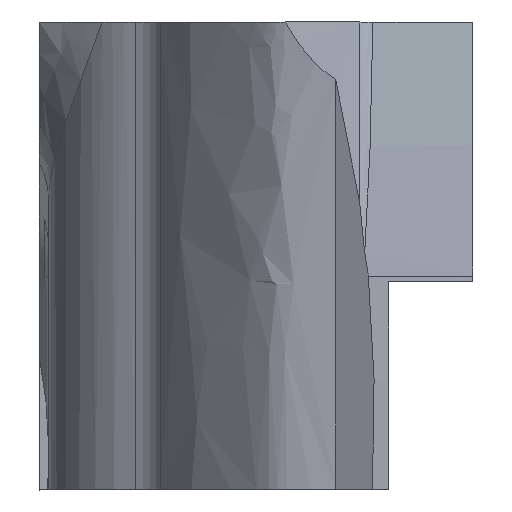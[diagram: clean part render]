
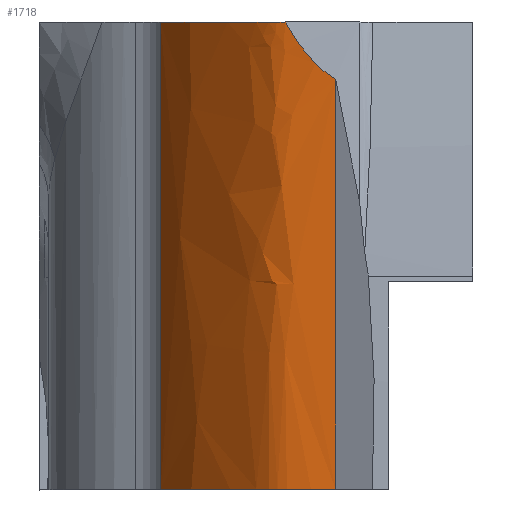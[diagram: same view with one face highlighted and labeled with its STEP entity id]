
A CAD part, top view. The second image highlights one B-rep face of the part: STEP entity #1718.
In plain terms, the highlighted free-form (B-spline) face has degree [3, 1] with [20, 2] control points.
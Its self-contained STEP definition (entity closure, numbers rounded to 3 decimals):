
#50=B_SPLINE_SURFACE_WITH_KNOTS('',3,1,((#3051,#3052),(#3053,#3054),(#3055,
#3056),(#3057,#3058),(#3059,#3060),(#3061,#3062),(#3063,#3064),(#3065,#3066),
(#3067,#3068),(#3069,#3070),(#3071,#3072),(#3073,#3074),(#3075,#3076),(#3077,
#3078),(#3079,#3080),(#3081,#3082),(#3083,#3084),(#3085,#3086),(#3087,#3088),
(#3089,#3090)),.SURF_OF_LINEAR_EXTRUSION.,.F.,.F.,.F.,(4,1,1,1,1,1,1,1,
1,1,1,1,1,1,1,1,1,4),(2,2),(0.07,0.187,0.245,
0.303,0.361,0.419,0.477,
0.535,0.593,0.651,0.71,
0.739,0.768,0.826,0.855,
0.884,0.942,1.),(0.,1.),
 .UNSPECIFIED.);
#149=LINE('',#3091,#259);
#150=LINE('',#3106,#260);
#259=VECTOR('',#2029,1000.);
#260=VECTOR('',#2030,1000.);
#529=ORIENTED_EDGE('',*,*,#1001,.T.);
#530=ORIENTED_EDGE('',*,*,#1002,.T.);
#531=ORIENTED_EDGE('',*,*,#1003,.T.);
#532=ORIENTED_EDGE('',*,*,#999,.T.);
#533=ORIENTED_EDGE('',*,*,#1004,.F.);
#999=EDGE_CURVE('',#1226,#1225,#1368,.F.);
#1001=EDGE_CURVE('',#1227,#1228,#149,.T.);
#1002=EDGE_CURVE('',#1228,#1229,#1370,.T.);
#1003=EDGE_CURVE('',#1229,#1226,#150,.F.);
#1004=EDGE_CURVE('',#1227,#1225,#1371,.T.);
#1225=VERTEX_POINT('',#3037);
#1226=VERTEX_POINT('',#3046);
#1227=VERTEX_POINT('',#3092);
#1228=VERTEX_POINT('',#3093);
#1229=VERTEX_POINT('',#3105);
#1368=B_SPLINE_CURVE_WITH_KNOTS('',3,(#3038,#3039,#3040,#3041,#3042,#3043,
#3044,#3045),.UNSPECIFIED.,.F.,.F.,(4,1,1,1,1,4),(0.136,0.147,
0.152,0.157,0.167,0.178),
 .UNSPECIFIED.);
#1370=B_SPLINE_CURVE_WITH_KNOTS('',3,(#3094,#3095,#3096,#3097,#3098,#3099,
#3100,#3101,#3102,#3103,#3104),.UNSPECIFIED.,.F.,.F.,(4,1,1,1,1,3,4),(0.,
0.275,0.615,0.746,0.863,
1.,1.01),.UNSPECIFIED.);
#1371=B_SPLINE_CURVE_WITH_KNOTS('',3,(#3107,#3108,#3109,#3110,#3111,#3112,
#3113,#3114,#3115,#3116,#3117),.UNSPECIFIED.,.F.,.F.,(4,1,1,1,1,3,4),(0.,
0.275,0.615,0.746,0.863,
1.,1.01),.UNSPECIFIED.);
#1445=EDGE_LOOP('',(#529,#530,#531,#532,#533));
#1578=FACE_BOUND('',#1445,.T.);
#1718=ADVANCED_FACE('',(#1578),#50,.F.);
#2029=DIRECTION('',(0.,-1.,0.));
#2030=DIRECTION('',(0.,-1.,0.));
#3037=CARTESIAN_POINT('',(-99.395,727.84,369.097));
#3038=CARTESIAN_POINT('',(-99.395,727.84,369.097));
#3039=CARTESIAN_POINT('',(-97.881,724.8,369.555));
#3040=CARTESIAN_POINT('',(-95.341,720.39,370.204));
#3041=CARTESIAN_POINT('',(-91.353,714.859,370.993));
#3042=CARTESIAN_POINT('',(-87.063,709.47,371.746));
#3043=CARTESIAN_POINT('',(-81.173,703.269,372.585));
#3044=CARTESIAN_POINT('',(-75.654,699.211,373.113));
#3045=CARTESIAN_POINT('',(-72.702,697.394,373.347));
#3046=CARTESIAN_POINT('',(-72.702,697.394,373.347));
#3051=CARTESIAN_POINT('',(-165.75,727.84,300.349));
#3052=CARTESIAN_POINT('',(-165.75,479.84,300.349));
#3053=CARTESIAN_POINT('',(-163.063,727.84,305.057));
#3054=CARTESIAN_POINT('',(-163.063,479.84,305.057));
#3055=CARTESIAN_POINT('',(-159.118,727.84,311.648));
#3056=CARTESIAN_POINT('',(-159.118,479.84,311.648));
#3057=CARTESIAN_POINT('',(-153.468,727.84,319.828));
#3058=CARTESIAN_POINT('',(-153.468,479.84,319.828));
#3059=CARTESIAN_POINT('',(-148.874,727.84,325.749));
#3060=CARTESIAN_POINT('',(-148.874,479.84,325.749));
#3061=CARTESIAN_POINT('',(-143.884,727.84,331.515));
#3062=CARTESIAN_POINT('',(-143.884,479.84,331.515));
#3063=CARTESIAN_POINT('',(-138.598,727.84,337.153));
#3064=CARTESIAN_POINT('',(-138.598,479.84,337.153));
#3065=CARTESIAN_POINT('',(-133.085,727.84,342.696));
#3066=CARTESIAN_POINT('',(-133.085,479.84,342.696));
#3067=CARTESIAN_POINT('',(-127.43,727.84,348.182));
#3068=CARTESIAN_POINT('',(-127.43,479.84,348.182));
#3069=CARTESIAN_POINT('',(-121.692,727.84,353.621));
#3070=CARTESIAN_POINT('',(-121.692,479.84,353.621));
#3071=CARTESIAN_POINT('',(-116.01,727.84,359.131));
#3072=CARTESIAN_POINT('',(-116.01,479.84,359.131));
#3073=CARTESIAN_POINT('',(-111.079,727.84,363.372));
#3074=CARTESIAN_POINT('',(-111.079,479.84,363.372));
#3075=CARTESIAN_POINT('',(-106.757,727.84,366.146));
#3076=CARTESIAN_POINT('',(-106.757,479.84,366.146));
#3077=CARTESIAN_POINT('',(-102.092,727.84,368.365));
#3078=CARTESIAN_POINT('',(-102.092,479.84,368.365));
#3079=CARTESIAN_POINT('',(-97.03,727.84,369.839));
#3080=CARTESIAN_POINT('',(-97.03,479.84,369.839));
#3081=CARTESIAN_POINT('',(-91.93,727.84,370.892));
#3082=CARTESIAN_POINT('',(-91.93,479.84,370.892));
#3083=CARTESIAN_POINT('',(-86.944,727.84,371.772));
#3084=CARTESIAN_POINT('',(-86.944,479.84,371.772));
#3085=CARTESIAN_POINT('',(-80.812,727.84,372.625));
#3086=CARTESIAN_POINT('',(-80.812,479.84,372.625));
#3087=CARTESIAN_POINT('',(-75.541,727.84,373.122));
#3088=CARTESIAN_POINT('',(-75.541,479.84,373.122));
#3089=CARTESIAN_POINT('',(-72.702,727.84,373.347));
#3090=CARTESIAN_POINT('',(-72.702,479.84,373.347));
#3091=CARTESIAN_POINT('',(-165.75,330.47,300.349));
#3092=CARTESIAN_POINT('',(-165.75,727.84,300.349));
#3093=CARTESIAN_POINT('',(-165.75,479.84,300.349));
#3094=CARTESIAN_POINT('',(-170.74,479.84,291.419));
#3095=CARTESIAN_POINT('',(-164.046,479.84,303.568));
#3096=CARTESIAN_POINT('',(-151.261,479.84,325.914));
#3097=CARTESIAN_POINT('',(-126.361,479.84,349.073));
#3098=CARTESIAN_POINT('',(-107.224,479.84,367.533));
#3099=CARTESIAN_POINT('',(-89.73,479.84,371.581));
#3100=CARTESIAN_POINT('',(-79.402,479.84,372.817));
#3101=CARTESIAN_POINT('',(-72.702,479.84,373.347));
#3102=CARTESIAN_POINT('',(-72.214,479.84,373.385));
#3103=CARTESIAN_POINT('',(-71.725,479.84,373.424));
#3104=CARTESIAN_POINT('',(-71.237,479.84,373.462));
#3105=CARTESIAN_POINT('',(-72.702,479.84,373.347));
#3106=CARTESIAN_POINT('',(-72.702,1059.799,373.347));
#3107=CARTESIAN_POINT('',(-170.74,727.84,291.419));
#3108=CARTESIAN_POINT('',(-164.046,727.84,303.568));
#3109=CARTESIAN_POINT('',(-151.261,727.84,325.914));
#3110=CARTESIAN_POINT('',(-126.361,727.84,349.073));
#3111=CARTESIAN_POINT('',(-107.224,727.84,367.533));
#3112=CARTESIAN_POINT('',(-89.73,727.84,371.581));
#3113=CARTESIAN_POINT('',(-79.402,727.84,372.817));
#3114=CARTESIAN_POINT('',(-72.702,727.84,373.347));
#3115=CARTESIAN_POINT('',(-72.214,727.84,373.385));
#3116=CARTESIAN_POINT('',(-71.725,727.84,373.424));
#3117=CARTESIAN_POINT('',(-71.237,727.84,373.462));
